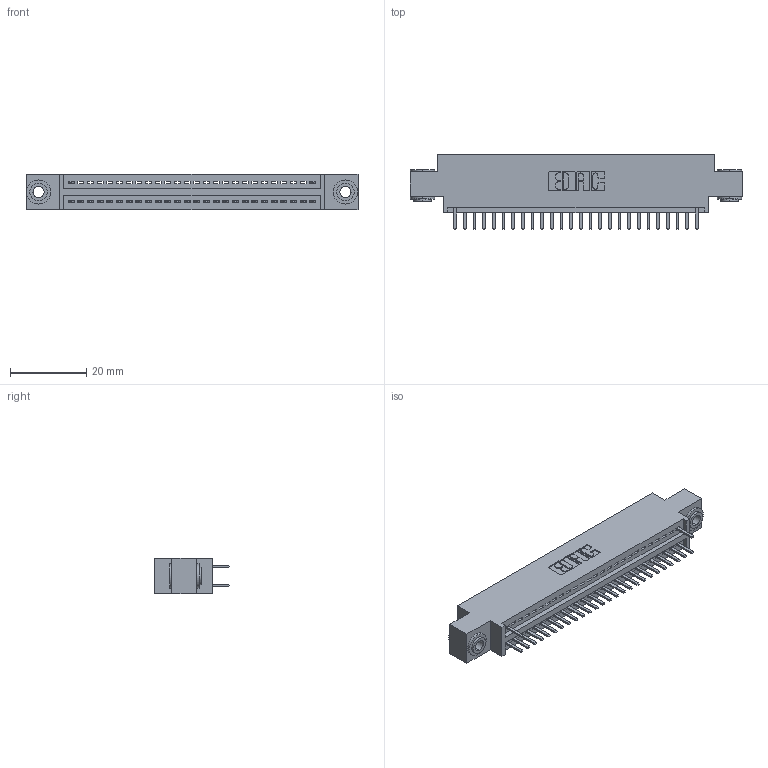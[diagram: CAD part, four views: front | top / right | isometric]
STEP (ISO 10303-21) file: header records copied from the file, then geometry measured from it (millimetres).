
FILE_DESCRIPTION (( 'STEP AP203' ), '1' );
FILE_NAME ('345-052-520-803.STEP', '2018-09-22T19:56:42', ( '' ), ( '' ), 'SwSTEP 2.0', 'SolidWorks 2016', '' );
FILE_SCHEMA (( 'CONFIG_CONTROL_DESIGN' ));
Length unit declared in the file: inch
Products named in the file (4): 345-052-520-803; 345 Part_0.170 Offset - 0.156 Dia-TH; 345-292-001_345-293-120; 345-250-002_345-250-002-102
Assembly tree (31 placements, depth 2):
  345-052-520-803
    345 Part_0.170 Offset - 0.156 Dia-TH
    345-292-001_345-293-120  x28
    345-250-002_345-250-002-102  x2
Bounding box: 87.25 x 19.68 x 9.4 mm (x, y, z)
Volume: 8004.3 mm3; surface area: 10618.7 mm2
Topology: 31 solids, 31 shells, 1872 faces, 5473 edges, 3570 vertices
Faces by surface type: plane 1242, cylinder 622, cone 8
Entity records: 22682 total; most frequent: CARTESIAN_POINT 3911, ORIENTED_EDGE 3850, DIRECTION 3459, EDGE_CURVE 1925, LINE 1661, VECTOR 1661, VERTEX_POINT 1278, AXIS2_PLACEMENT_3D 899
